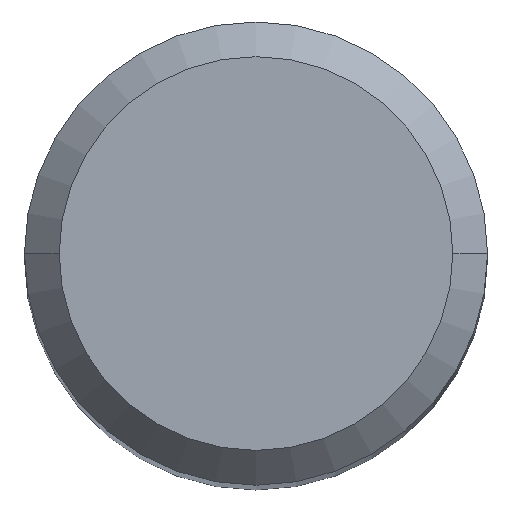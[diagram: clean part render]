
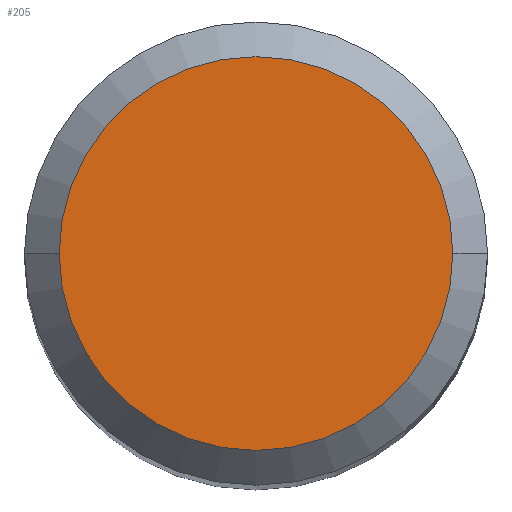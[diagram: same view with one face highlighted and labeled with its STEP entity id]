
A CAD part, top view. The second image highlights one B-rep face of the part: STEP entity #205.
In plain terms, the highlighted planar face has unit normal (0, 0, 1).
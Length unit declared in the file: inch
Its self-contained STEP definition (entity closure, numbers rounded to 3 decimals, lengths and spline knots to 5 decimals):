
#72 = DIRECTION ( 'NONE',  ( 0., 0., -1. ) ) ;
#80 = DIRECTION ( 'NONE',  ( 0., 0., 1. ) ) ;
#85 = DIRECTION ( 'NONE',  ( 0., 0., 1. ) ) ;
#87 = ORIENTED_EDGE ( 'NONE', *, *, #422, .T. ) ;
#89 = DIRECTION ( 'NONE',  ( 1., 0., 0. ) ) ;
#97 = VERTEX_POINT ( 'NONE', #148 ) ;
#109 = CARTESIAN_POINT ( 'NONE',  ( 0.10039, 0., 0. ) ) ;
#114 = CARTESIAN_POINT ( 'NONE',  ( 0., 0., 0. ) ) ;
#148 = CARTESIAN_POINT ( 'NONE',  ( -0.10039, 0., 0. ) ) ;
#150 = DIRECTION ( 'NONE',  ( -1., 0., 0. ) ) ;
#192 = AXIS2_PLACEMENT_3D ( 'NONE', #484, #72, #150 ) ;
#205 = ADVANCED_FACE ( 'NONE', ( #297 ), #412, .F. ) ;
#211 = VERTEX_POINT ( 'NONE', #109 ) ;
#240 = EDGE_LOOP ( 'NONE', ( #87, #392 ) ) ;
#242 = CARTESIAN_POINT ( 'NONE',  ( 0., 0., 0. ) ) ;
#280 = CIRCLE ( 'NONE', #437, 0.10039 ) ;
#297 = FACE_OUTER_BOUND ( 'NONE', #240, .T. ) ;
#306 = AXIS2_PLACEMENT_3D ( 'NONE', #242, #85, #89 ) ;
#307 = CIRCLE ( 'NONE', #306, 0.10039 ) ;
#392 = ORIENTED_EDGE ( 'NONE', *, *, #396, .T. ) ;
#396 = EDGE_CURVE ( 'NONE', #211, #97, #280, .T. ) ;
#412 = PLANE ( 'NONE',  #192 ) ;
#422 = EDGE_CURVE ( 'NONE', #97, #211, #307, .T. ) ;
#437 = AXIS2_PLACEMENT_3D ( 'NONE', #114, #80, #489 ) ;
#484 = CARTESIAN_POINT ( 'NONE',  ( 0., 0., 0. ) ) ;
#489 = DIRECTION ( 'NONE',  ( 1., 0., 0. ) ) ;
